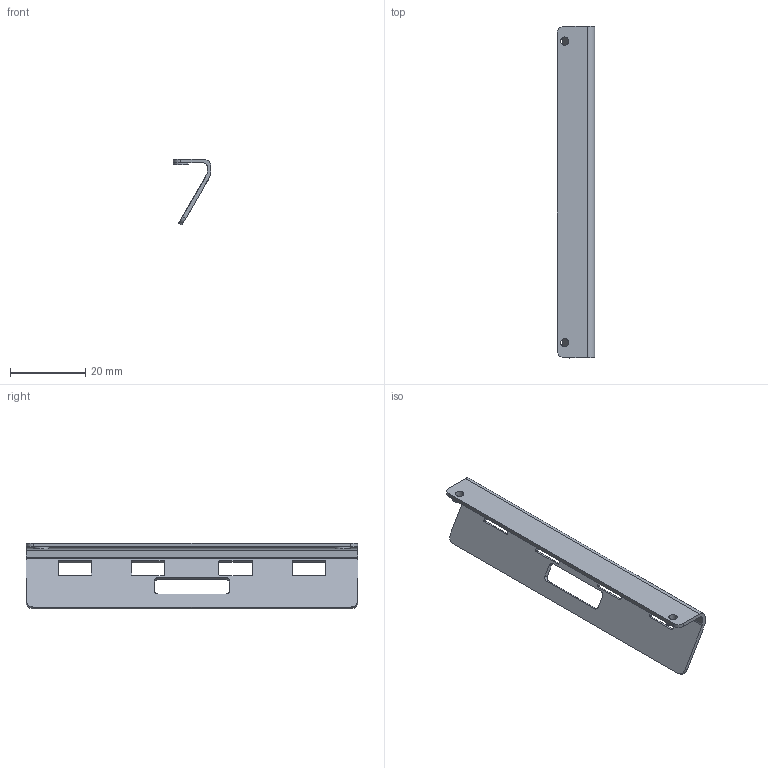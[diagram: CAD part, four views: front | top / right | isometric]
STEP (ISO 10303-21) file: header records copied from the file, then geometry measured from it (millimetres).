
FILE_DESCRIPTION(/* description */ (''),/* implementation_level */ '2;1');
FILE_NAME(/* name */ 'sensor_cover v4.step',/* time_stamp */ '2024-07-11T20:40:03+09:00',/* author */ (''),/* organization */ (''),/* preprocessor_version */ 'ST-DEVELOPER v20',/* originating_system */ 'Autodesk Translation Framework v13.14.0.145',/* authorisation */ '');
FILE_SCHEMA (('AUTOMOTIVE_DESIGN { 1 0 10303 214 3 1 1 }'));
Length unit declared in the file: millimetre
Products named in the file (1): sensor_cover
Bounding box: 10 x 88 x 17.49 mm (x, y, z)
Volume: 2166.1 mm3; surface area: 4729.9 mm2
Topology: 1 solids, 1 shells, 64 faces, 182 edges, 120 vertices
Faces by surface type: cylinder 32, plane 32
Full cylindrical faces by diameter (mm): 2.2 x2, 4 x2
Entity records: 2159 total; most frequent: DIRECTION 376, CARTESIAN_POINT 367, ORIENTED_EDGE 364, EDGE_CURVE 182, AXIS2_PLACEMENT_3D 129, VERTEX_POINT 120, LINE 118, VECTOR 118
